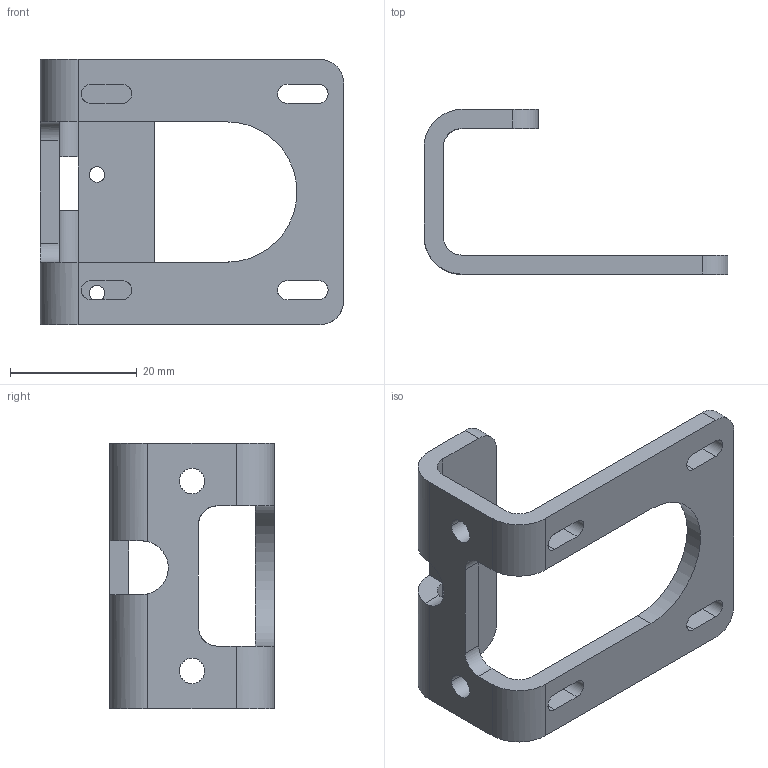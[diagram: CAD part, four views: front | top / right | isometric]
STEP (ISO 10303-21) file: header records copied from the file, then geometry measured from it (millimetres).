
FILE_DESCRIPTION(('FreeCAD Model'),'2;1');
FILE_NAME('Soporte Motor X_V04.stp','2016-01-27T22:41:03',('FreeCAD'),('FreeCAD'), 'Open CASCADE STEP processor 6.8','FreeCAD','Unknown');
FILE_SCHEMA(('AUTOMOTIVE_DESIGN_CC2 { 1 2 10303 214 -1 1 5 4 }'));
Length unit declared in the file: millimetre
Products named in the file (1): Open CASCADE STEP translator 6.8 295
Bounding box: 48 x 26 x 42 mm (x, y, z)
Volume: 6703.3 mm3; surface area: 6032.3 mm2
Topology: 1 solids, 1 shells, 56 faces, 186 edges, 128 vertices
Faces by surface type: bspline 32, plane 24
Entity records: 7852 total; most frequent: CARTESIAN_POINT 5525, B_SPLINE_CURVE_WITH_KNOTS 398, ORIENTED_EDGE 372, PCURVE 372, DEFINITIONAL_REPRESENTATION 372, EDGE_CURVE 186, SURFACE_CURVE 186, VERTEX_POINT 128
